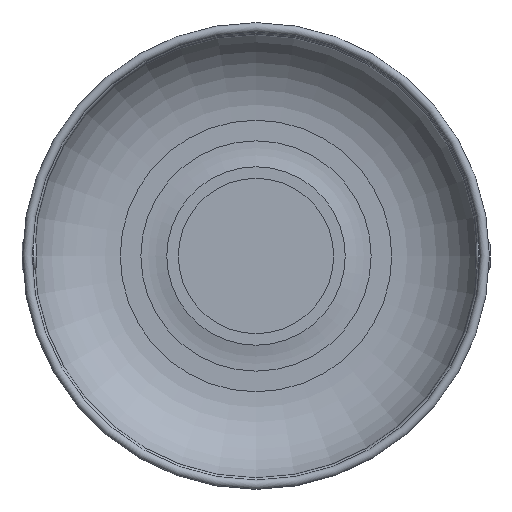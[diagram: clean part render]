
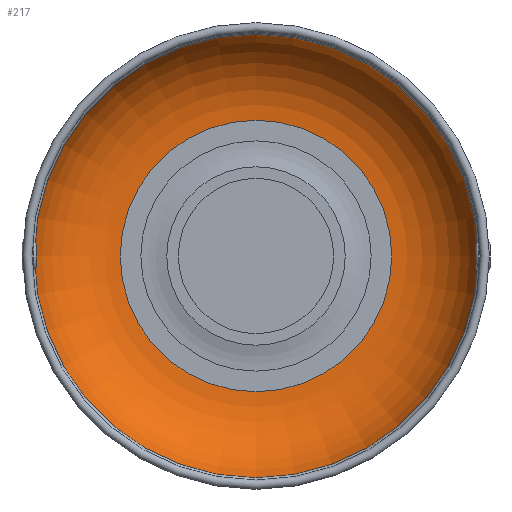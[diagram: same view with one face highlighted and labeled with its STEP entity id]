
A CAD part, front view. The second image highlights one B-rep face of the part: STEP entity #217.
In plain terms, the highlighted toroidal (fillet/blend) face has major radius 18.415 mm and minor radius 12.446 mm.
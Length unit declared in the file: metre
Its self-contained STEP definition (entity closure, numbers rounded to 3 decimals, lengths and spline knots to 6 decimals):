
#217 = ADVANCED_FACE( '', ( #550, #551 ), #552, .F. );
#550 = FACE_OUTER_BOUND( '', #1044, .T. );
#551 = FACE_OUTER_BOUND( '', #1045, .T. );
#552 = TOROIDAL_SURFACE( '', #1046, 0.018415, 0.012446 );
#1044 = EDGE_LOOP( '', ( #1604 ) );
#1045 = EDGE_LOOP( '', ( #1605 ) );
#1046 = AXIS2_PLACEMENT_3D( '', #1606, #1607, #1608 );
#1604 = ORIENTED_EDGE( '', *, *, #2208, .T. );
#1605 = ORIENTED_EDGE( '', *, *, #2214, .F. );
#1606 = CARTESIAN_POINT( '', ( 0., 0.0127, 0. ) );
#1607 = DIRECTION( '', ( 0., -1., 0. ) );
#1608 = DIRECTION( '', ( 0., 0., -1. ) );
#2208 = EDGE_CURVE( '', #2512, #2512, #2513, .F. );
#2214 = EDGE_CURVE( '', #2521, #2521, #2522, .T. );
#2512 = VERTEX_POINT( '', #3235 );
#2513 = CIRCLE( '', #3236, 0.018415 );
#2521 = VERTEX_POINT( '', #3244 );
#2522 = CIRCLE( '', #3245, 0.030694 );
#3235 = CARTESIAN_POINT( '', ( 0., 0.025146, -0.018415 ) );
#3236 = AXIS2_PLACEMENT_3D( '', #3792, #3793, #3794 );
#3244 = CARTESIAN_POINT( '', ( 0., 0.014731, 0.030694 ) );
#3245 = AXIS2_PLACEMENT_3D( '', #3801, #3802, #3803 );
#3792 = CARTESIAN_POINT( '', ( 0., 0.025146, 0. ) );
#3793 = DIRECTION( '', ( 0., -1., 0. ) );
#3794 = DIRECTION( '', ( 0., 0., -1. ) );
#3801 = CARTESIAN_POINT( '', ( 0., 0.014731, 0. ) );
#3802 = DIRECTION( '', ( 0., 1., 0. ) );
#3803 = DIRECTION( '', ( 0., 0., 1. ) );
